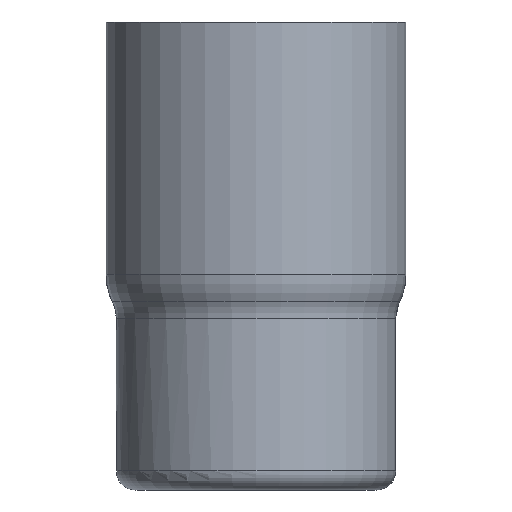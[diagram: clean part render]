
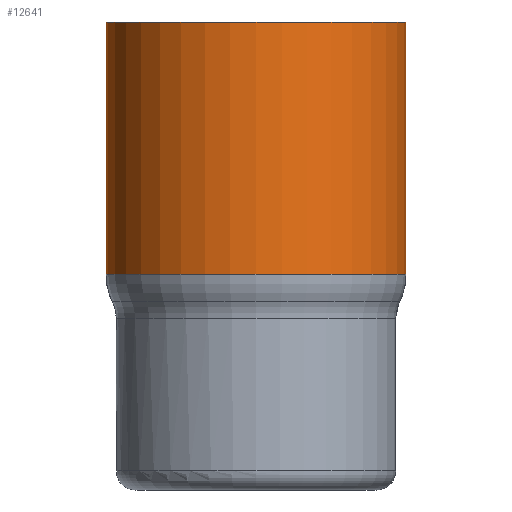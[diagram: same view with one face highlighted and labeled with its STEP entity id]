
A CAD part, left-side view. The second image highlights one B-rep face of the part: STEP entity #12641.
In plain terms, the highlighted cylindrical face has radius 23.851 mm (diameter 47.701 mm), a partial arc.
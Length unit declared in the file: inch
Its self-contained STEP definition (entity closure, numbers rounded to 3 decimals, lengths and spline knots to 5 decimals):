
#1731=LINE('',#23028,#3006);
#1732=LINE('',#23032,#3007);
#3006=VECTOR('',#15721,0.3937);
#3007=VECTOR('',#15726,0.3937);
#4407=FACE_OUTER_BOUND('',#5183,.T.);
#5183=EDGE_LOOP('',(#11888,#11889,#11890,#11891));
#5222=CIRCLE('',#12710,0.939);
#5304=CIRCLE('',#13258,0.939);
#5339=VERTEX_POINT('',#16490);
#5343=VERTEX_POINT('',#16578);
#6503=VERTEX_POINT('',#23026);
#6504=VERTEX_POINT('',#23030);
#6566=EDGE_CURVE('',#5343,#5339,#5222,.T.);
#8305=EDGE_CURVE('',#6503,#5343,#1731,.T.);
#8306=EDGE_CURVE('',#6504,#6503,#5304,.T.);
#8307=EDGE_CURVE('',#5339,#6504,#1732,.T.);
#11888=ORIENTED_EDGE('',*,*,#6566,.F.);
#11889=ORIENTED_EDGE('',*,*,#8305,.F.);
#11890=ORIENTED_EDGE('',*,*,#8306,.F.);
#11891=ORIENTED_EDGE('',*,*,#8307,.F.);
#11954=CYLINDRICAL_SURFACE('',#13257,0.939);
#12641=ADVANCED_FACE('',(#4407),#11954,.T.);
#12710=AXIS2_PLACEMENT_3D('',#16582,#13362,#13363);
#13257=AXIS2_PLACEMENT_3D('',#23029,#15722,#15723);
#13258=AXIS2_PLACEMENT_3D('',#23031,#15724,#15725);
#13362=DIRECTION('center_axis',(0.,0.,-1.));
#13363=DIRECTION('ref_axis',(-1.,0.,0.));
#15721=DIRECTION('',(0.,0.,-1.));
#15722=DIRECTION('center_axis',(0.,0.,1.));
#15723=DIRECTION('ref_axis',(0.,-1.,0.));
#15724=DIRECTION('center_axis',(0.,0.,1.));
#15725=DIRECTION('ref_axis',(0.,-1.,0.));
#15726=DIRECTION('',(0.,0.,1.));
#16490=CARTESIAN_POINT('',(-1.896,0.939,-0.595));
#16578=CARTESIAN_POINT('',(-1.896,-0.939,-0.595));
#16582=CARTESIAN_POINT('Origin',(-1.896,0.,-0.595));
#23026=CARTESIAN_POINT('',(-1.896,-0.939,0.985));
#23028=CARTESIAN_POINT('',(-1.896,-0.939,0.));
#23029=CARTESIAN_POINT('Origin',(-1.896,0.,0.));
#23030=CARTESIAN_POINT('',(-1.896,0.939,0.985));
#23031=CARTESIAN_POINT('Origin',(-1.896,0.,0.985));
#23032=CARTESIAN_POINT('',(-1.896,0.939,0.));
